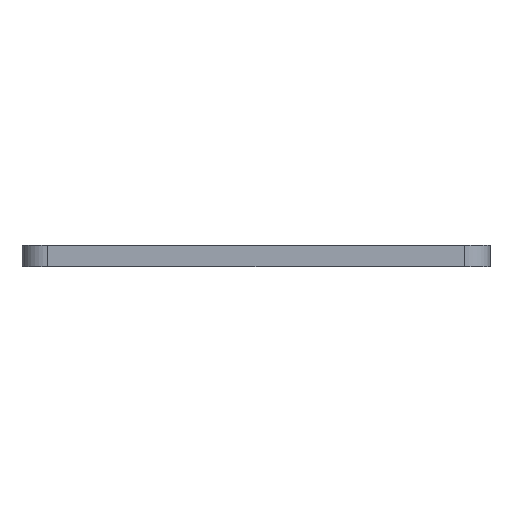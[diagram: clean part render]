
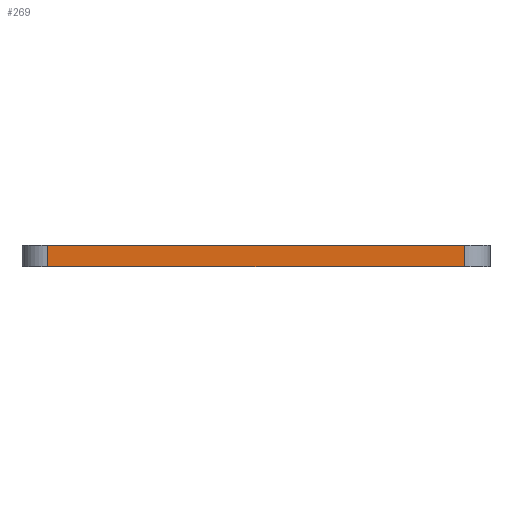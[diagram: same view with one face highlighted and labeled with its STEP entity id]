
A CAD part, left-side view. The second image highlights one B-rep face of the part: STEP entity #269.
In plain terms, the highlighted planar face has unit normal (-1, 0, 0).
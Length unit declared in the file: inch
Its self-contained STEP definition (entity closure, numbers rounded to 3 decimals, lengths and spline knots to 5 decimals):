
#11 = VECTOR ( 'NONE', #581, 39.37008 ) ;
#53 = EDGE_CURVE ( 'NONE', #259, #779, #760, .T. ) ;
#54 = VERTEX_POINT ( 'NONE', #289 ) ;
#57 = EDGE_LOOP ( 'NONE', ( #480, #865, #344, #547 ) ) ;
#76 = CARTESIAN_POINT ( 'NONE',  ( -1.055, 0.94, 0.04921 ) ) ;
#161 = DIRECTION ( 'NONE',  ( 1., 0., 0. ) ) ;
#175 = AXIS2_PLACEMENT_3D ( 'NONE', #76, #161, #619 ) ;
#242 = CARTESIAN_POINT ( 'NONE',  ( -1.055, 0.94, 0.04921 ) ) ;
#259 = VERTEX_POINT ( 'NONE', #657 ) ;
#269 = ADVANCED_FACE ( 'NONE', ( #443 ), #551, .F. ) ;
#272 = VECTOR ( 'NONE', #381, 39.37008 ) ;
#288 = LINE ( 'NONE', #757, #356 ) ;
#289 = CARTESIAN_POINT ( 'NONE',  ( -1.055, -0.94, 0.04921 ) ) ;
#309 = DIRECTION ( 'NONE',  ( 0., 0., -1. ) ) ;
#344 = ORIENTED_EDGE ( 'NONE', *, *, #686, .F. ) ;
#356 = VECTOR ( 'NONE', #309, 39.37008 ) ;
#381 = DIRECTION ( 'NONE',  ( 0., 0., -1. ) ) ;
#403 = EDGE_CURVE ( 'NONE', #490, #259, #745, .T. ) ;
#443 = FACE_OUTER_BOUND ( 'NONE', #57, .T. ) ;
#445 = CARTESIAN_POINT ( 'NONE',  ( -1.055, 0.94, 0.04921 ) ) ;
#449 = CARTESIAN_POINT ( 'NONE',  ( -1.055, -0.94, -0.04921 ) ) ;
#480 = ORIENTED_EDGE ( 'NONE', *, *, #53, .T. ) ;
#490 = VERTEX_POINT ( 'NONE', #445 ) ;
#515 = CARTESIAN_POINT ( 'NONE',  ( -1.055, 0.94, 0.04921 ) ) ;
#547 = ORIENTED_EDGE ( 'NONE', *, *, #403, .T. ) ;
#551 = PLANE ( 'NONE',  #175 ) ;
#572 = EDGE_CURVE ( 'NONE', #54, #779, #288, .T. ) ;
#581 = DIRECTION ( 'NONE',  ( 0., -1., 0. ) ) ;
#619 = DIRECTION ( 'NONE',  ( 0., 0., -1. ) ) ;
#644 = CARTESIAN_POINT ( 'NONE',  ( -1.055, 0.94, -0.04921 ) ) ;
#657 = CARTESIAN_POINT ( 'NONE',  ( -1.055, 0.94, -0.04921 ) ) ;
#677 = VECTOR ( 'NONE', #758, 39.37008 ) ;
#686 = EDGE_CURVE ( 'NONE', #490, #54, #723, .T. ) ;
#723 = LINE ( 'NONE', #242, #677 ) ;
#745 = LINE ( 'NONE', #515, #272 ) ;
#757 = CARTESIAN_POINT ( 'NONE',  ( -1.055, -0.94, 0.04921 ) ) ;
#758 = DIRECTION ( 'NONE',  ( 0., -1., 0. ) ) ;
#760 = LINE ( 'NONE', #644, #11 ) ;
#779 = VERTEX_POINT ( 'NONE', #449 ) ;
#865 = ORIENTED_EDGE ( 'NONE', *, *, #572, .F. ) ;
